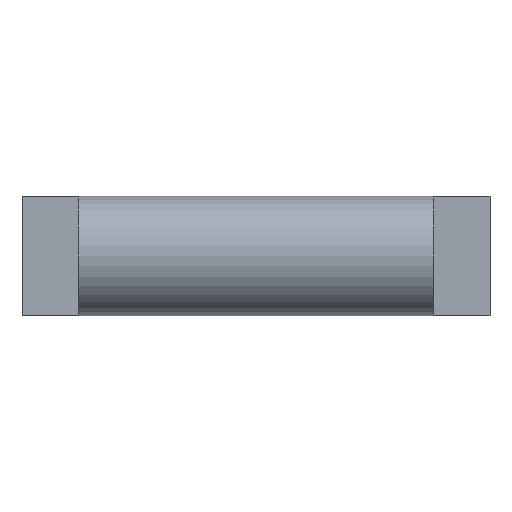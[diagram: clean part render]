
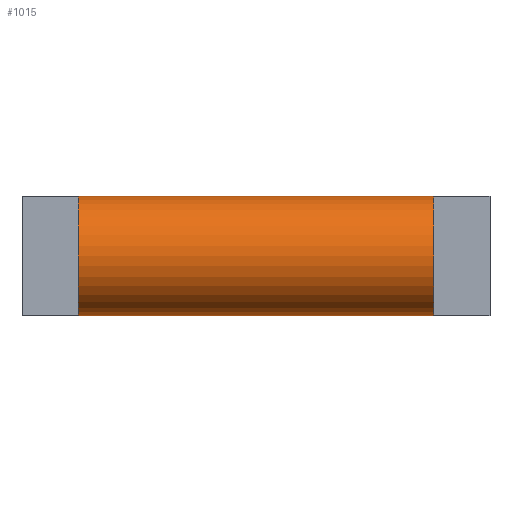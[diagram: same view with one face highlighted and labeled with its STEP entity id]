
A CAD part, left-side view. The second image highlights one B-rep face of the part: STEP entity #1015.
In plain terms, the highlighted cylindrical face has radius 4.55 mm (diameter 9.1 mm), a partial arc.
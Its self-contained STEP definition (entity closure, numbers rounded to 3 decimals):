
#12 = AXIS2_PLACEMENT_3D ( 'NONE', #651, #1191, #1453 ) ;
#82 = CARTESIAN_POINT ( 'NONE',  ( -32.45, -13.5, -4.55 ) ) ;
#83 = EDGE_CURVE ( 'NONE', #1445, #864, #1405, .T. ) ;
#95 = DIRECTION ( 'NONE',  ( 0., -1., 0. ) ) ;
#205 = VERTEX_POINT ( 'NONE', #1505 ) ;
#268 = CIRCLE ( 'NONE', #456, 4.55 ) ;
#283 = CARTESIAN_POINT ( 'NONE',  ( -32.45, -13.5, 0. ) ) ;
#293 = EDGE_LOOP ( 'NONE', ( #880, #1616, #1535, #1029 ) ) ;
#350 = VERTEX_POINT ( 'NONE', #1067 ) ;
#456 = AXIS2_PLACEMENT_3D ( 'NONE', #1333, #535, #509 ) ;
#483 = VECTOR ( 'NONE', #724, 1000. ) ;
#509 = DIRECTION ( 'NONE',  ( 0., 0., 1. ) ) ;
#535 = DIRECTION ( 'NONE',  ( 0., 1., 0. ) ) ;
#547 = CIRCLE ( 'NONE', #940, 4.55 ) ;
#569 = VECTOR ( 'NONE', #95, 1000. ) ;
#651 = CARTESIAN_POINT ( 'NONE',  ( -32.45, 13.5, 0. ) ) ;
#669 = FACE_OUTER_BOUND ( 'NONE', #293, .T. ) ;
#724 = DIRECTION ( 'NONE',  ( 0., -1., 0. ) ) ;
#864 = VERTEX_POINT ( 'NONE', #82 ) ;
#880 = ORIENTED_EDGE ( 'NONE', *, *, #1365, .T. ) ;
#940 = AXIS2_PLACEMENT_3D ( 'NONE', #283, #1498, #1613 ) ;
#1015 = ADVANCED_FACE ( 'NONE', ( #669 ), #1056, .T. ) ;
#1029 = ORIENTED_EDGE ( 'NONE', *, *, #83, .T. ) ;
#1056 = CYLINDRICAL_SURFACE ( 'NONE', #12, 4.55 ) ;
#1067 = CARTESIAN_POINT ( 'NONE',  ( -32.45, 13.5, 4.55 ) ) ;
#1191 = DIRECTION ( 'NONE',  ( 0., -1., 0. ) ) ;
#1208 = EDGE_CURVE ( 'NONE', #1445, #350, #268, .T. ) ;
#1294 = CARTESIAN_POINT ( 'NONE',  ( -32.45, 13.5, 4.55 ) ) ;
#1333 = CARTESIAN_POINT ( 'NONE',  ( -32.45, 13.5, 0. ) ) ;
#1365 = EDGE_CURVE ( 'NONE', #864, #205, #547, .T. ) ;
#1405 = LINE ( 'NONE', #1524, #483 ) ;
#1412 = CARTESIAN_POINT ( 'NONE',  ( -32.45, 13.5, -4.55 ) ) ;
#1420 = LINE ( 'NONE', #1294, #569 ) ;
#1445 = VERTEX_POINT ( 'NONE', #1412 ) ;
#1453 = DIRECTION ( 'NONE',  ( 0., 0., -1. ) ) ;
#1498 = DIRECTION ( 'NONE',  ( 0., 1., 0. ) ) ;
#1505 = CARTESIAN_POINT ( 'NONE',  ( -32.45, -13.5, 4.55 ) ) ;
#1521 = EDGE_CURVE ( 'NONE', #350, #205, #1420, .T. ) ;
#1524 = CARTESIAN_POINT ( 'NONE',  ( -32.45, 13.5, -4.55 ) ) ;
#1535 = ORIENTED_EDGE ( 'NONE', *, *, #1208, .F. ) ;
#1613 = DIRECTION ( 'NONE',  ( 0., 0., 1. ) ) ;
#1616 = ORIENTED_EDGE ( 'NONE', *, *, #1521, .F. ) ;
